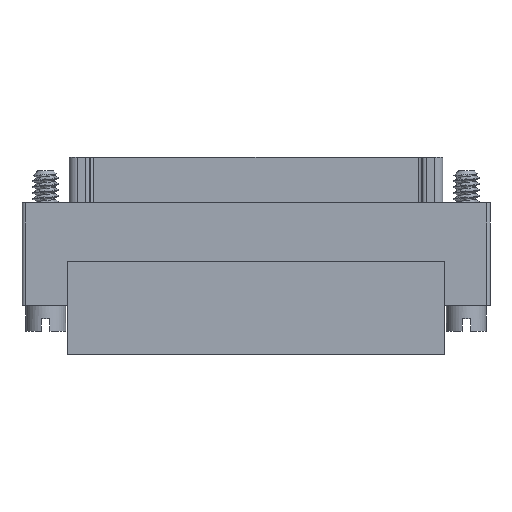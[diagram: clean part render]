
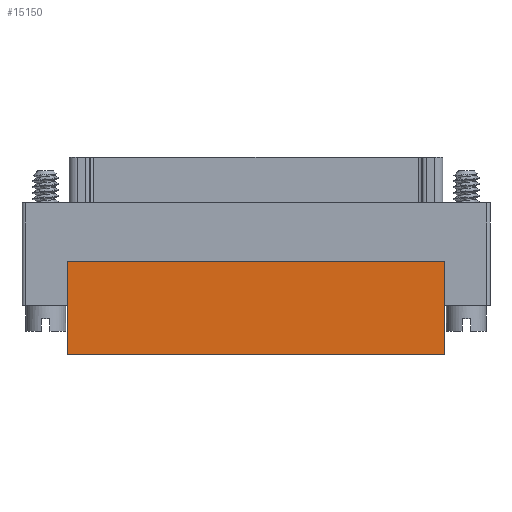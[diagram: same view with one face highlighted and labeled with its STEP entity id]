
A CAD part, front view. The second image highlights one B-rep face of the part: STEP entity #15150.
In plain terms, the highlighted planar face has unit normal (0, -1, 0).
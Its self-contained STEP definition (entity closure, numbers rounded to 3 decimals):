
#11954=DIRECTION('',(0.,0.,-1.));
#11955=VECTOR('',#11954,2.87);
#11956=CARTESIAN_POINT('',(11.045,-1.88,0.));
#11957=LINE('',#11956,#11955);
#11974=DIRECTION('',(1.,0.,0.));
#11975=VECTOR('',#11974,22.09);
#11976=CARTESIAN_POINT('',(-11.045,-1.88,-2.87));
#11977=LINE('',#11976,#11975);
#11978=DIRECTION('',(0.,0.,-1.));
#11979=VECTOR('',#11978,2.87);
#11980=CARTESIAN_POINT('',(-11.045,-1.88,0.));
#11981=LINE('',#11980,#11979);
#11982=DIRECTION('',(0.,0.,-1.));
#11983=VECTOR('',#11982,2.613);
#11984=CARTESIAN_POINT('',(-11.045,-1.88,2.613));
#11985=LINE('',#11984,#11983);
#11986=DIRECTION('',(1.,0.,0.));
#11987=VECTOR('',#11986,22.09);
#11988=CARTESIAN_POINT('',(-11.045,-1.88,2.613));
#11989=LINE('',#11988,#11987);
#12154=DIRECTION('',(0.,0.,-1.));
#12155=VECTOR('',#12154,2.613);
#12156=CARTESIAN_POINT('',(11.045,-1.88,2.613));
#12157=LINE('',#12156,#12155);
#13572=CARTESIAN_POINT('',(-11.045,-1.88,2.613));
#13574=VERTEX_POINT('',#13572);
#13630=CARTESIAN_POINT('',(-11.045,-1.88,0.));
#13631=CARTESIAN_POINT('',(-11.045,-1.88,-2.87));
#13632=VERTEX_POINT('',#13630);
#13633=VERTEX_POINT('',#13631);
#13654=CARTESIAN_POINT('',(11.045,-1.88,0.));
#13656=VERTEX_POINT('',#13654);
#13812=CARTESIAN_POINT('',(11.045,-1.88,-2.87));
#13813=VERTEX_POINT('',#13812);
#14064=CARTESIAN_POINT('',(11.045,-1.88,2.613));
#14065=VERTEX_POINT('',#14064);
#15134=CARTESIAN_POINT('',(-11.045,-1.88,-2.87));
#15135=DIRECTION('',(0.,1.,0.));
#15136=DIRECTION('',(-1.,0.,0.));
#15137=AXIS2_PLACEMENT_3D('',#15134,#15135,#15136);
#15138=PLANE('',#15137);
#15140=ORIENTED_EDGE('',*,*,#15139,.T.);
#15142=ORIENTED_EDGE('',*,*,#15141,.T.);
#15143=ORIENTED_EDGE('',*,*,#15084,.T.);
#15144=ORIENTED_EDGE('',*,*,#15102,.F.);
#15145=ORIENTED_EDGE('',*,*,#15121,.F.);
#15147=ORIENTED_EDGE('',*,*,#15146,.F.);
#15148=EDGE_LOOP('',(#15140,#15142,#15143,#15144,#15145,#15147));
#15149=FACE_OUTER_BOUND('',#15148,.F.);
#15084=EDGE_CURVE('',#13656,#13813,#11957,.T.);
#15102=EDGE_CURVE('',#13633,#13813,#11977,.T.);
#15121=EDGE_CURVE('',#13632,#13633,#11981,.T.);
#15139=EDGE_CURVE('',#13574,#14065,#11989,.T.);
#15141=EDGE_CURVE('',#14065,#13656,#12157,.T.);
#15146=EDGE_CURVE('',#13574,#13632,#11985,.T.);
#15150=ADVANCED_FACE('',(#15149),#15138,.F.);
